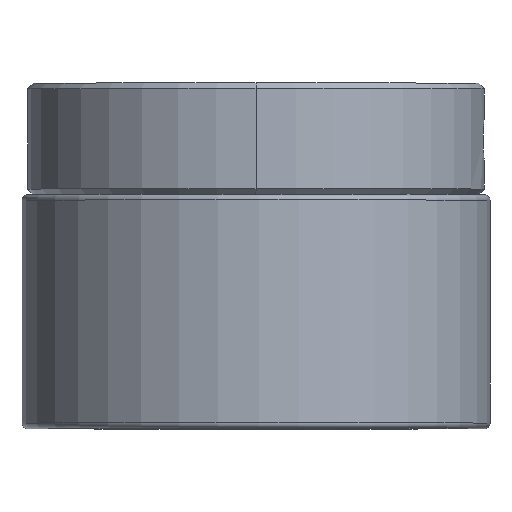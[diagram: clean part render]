
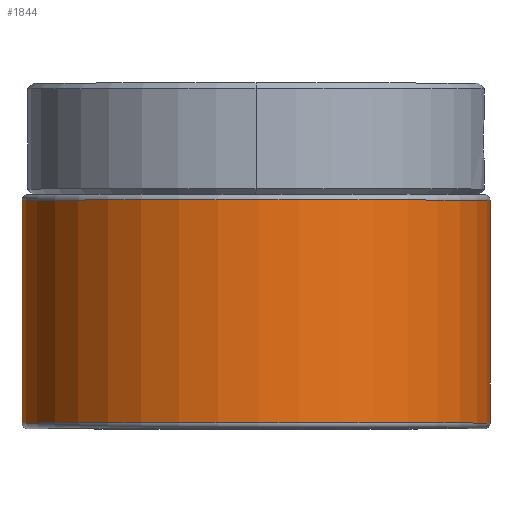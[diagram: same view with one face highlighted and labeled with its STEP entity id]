
A CAD part, top view. The second image highlights one B-rep face of the part: STEP entity #1844.
In plain terms, the highlighted cylindrical face has radius 21 mm (diameter 42 mm), a partial arc.
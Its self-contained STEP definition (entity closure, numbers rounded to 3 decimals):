
#92 = LINE ( 'NONE', #1536, #1017 ) ;
#109 = DIRECTION ( 'NONE',  ( 0., 0., -1. ) ) ;
#191 = CARTESIAN_POINT ( 'NONE',  ( 21., 0., 21. ) ) ;
#240 = DIRECTION ( 'NONE',  ( -1., 0., 0. ) ) ;
#275 = DIRECTION ( 'NONE',  ( 0., 0., 1. ) ) ;
#280 = DIRECTION ( 'NONE',  ( 0., 0., -1. ) ) ;
#296 = DIRECTION ( 'NONE',  ( 0., 0., -1. ) ) ;
#313 = ORIENTED_EDGE ( 'NONE', *, *, #1923, .F. ) ;
#343 = CIRCLE ( 'NONE', #941, 21. ) ;
#419 = AXIS2_PLACEMENT_3D ( 'NONE', #674, #275, #1054 ) ;
#451 = CARTESIAN_POINT ( 'NONE',  ( 0., 0., 20.5 ) ) ;
#524 = VERTEX_POINT ( 'NONE', #1326 ) ;
#529 = ORIENTED_EDGE ( 'NONE', *, *, #861, .T. ) ;
#625 = ORIENTED_EDGE ( 'NONE', *, *, #636, .T. ) ;
#636 = EDGE_CURVE ( 'NONE', #1332, #737, #716, .T. ) ;
#674 = CARTESIAN_POINT ( 'NONE',  ( 0., 0., 0.5 ) ) ;
#716 = CIRCLE ( 'NONE', #419, 21. ) ;
#737 = VERTEX_POINT ( 'NONE', #1855 ) ;
#861 = EDGE_CURVE ( 'NONE', #1247, #524, #343, .T. ) ;
#941 = AXIS2_PLACEMENT_3D ( 'NONE', #451, #296, #1078 ) ;
#964 = CARTESIAN_POINT ( 'NONE',  ( 21., 0., 0.5 ) ) ;
#1017 = VECTOR ( 'NONE', #109, 1000. ) ;
#1054 = DIRECTION ( 'NONE',  ( 1., 0., 0. ) ) ;
#1061 = CARTESIAN_POINT ( 'NONE',  ( 0., 0., 21. ) ) ;
#1078 = DIRECTION ( 'NONE',  ( 1., 0., 0. ) ) ;
#1098 = VECTOR ( 'NONE', #1455, 1000. ) ;
#1132 = LINE ( 'NONE', #191, #1098 ) ;
#1247 = VERTEX_POINT ( 'NONE', #1729 ) ;
#1326 = CARTESIAN_POINT ( 'NONE',  ( 21., 0., 20.5 ) ) ;
#1332 = VERTEX_POINT ( 'NONE', #964 ) ;
#1349 = EDGE_LOOP ( 'NONE', ( #529, #1391, #625, #313 ) ) ;
#1350 = FACE_OUTER_BOUND ( 'NONE', #1349, .T. ) ;
#1370 = CYLINDRICAL_SURFACE ( 'NONE', #1431, 21. ) ;
#1391 = ORIENTED_EDGE ( 'NONE', *, *, #1787, .T. ) ;
#1431 = AXIS2_PLACEMENT_3D ( 'NONE', #1061, #280, #240 ) ;
#1455 = DIRECTION ( 'NONE',  ( 0., 0., -1. ) ) ;
#1536 = CARTESIAN_POINT ( 'NONE',  ( -21., 0., 21. ) ) ;
#1729 = CARTESIAN_POINT ( 'NONE',  ( -21., 0., 20.5 ) ) ;
#1787 = EDGE_CURVE ( 'NONE', #524, #1332, #1132, .T. ) ;
#1844 = ADVANCED_FACE ( 'NONE', ( #1350 ), #1370, .T. ) ;
#1855 = CARTESIAN_POINT ( 'NONE',  ( -21., 0., 0.5 ) ) ;
#1923 = EDGE_CURVE ( 'NONE', #1247, #737, #92, .T. ) ;
